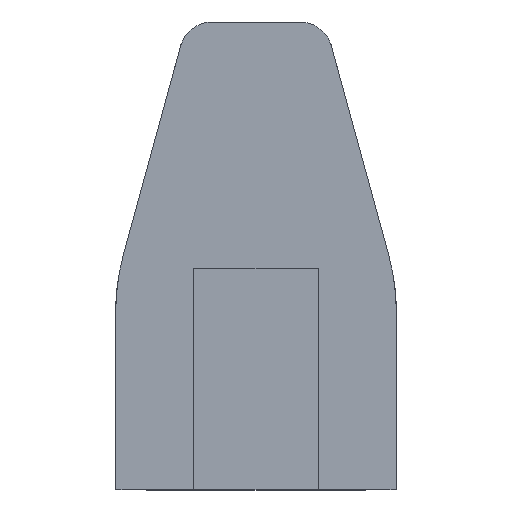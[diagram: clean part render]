
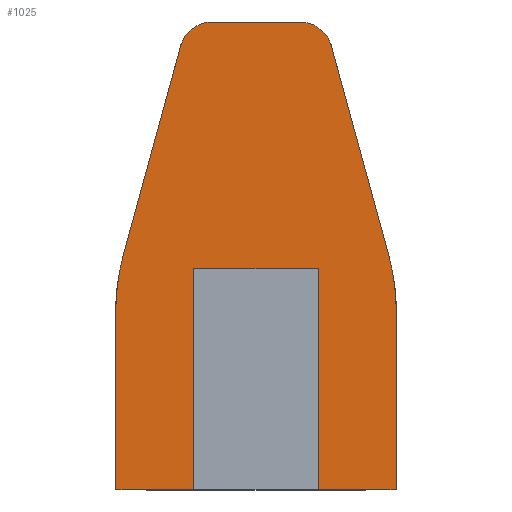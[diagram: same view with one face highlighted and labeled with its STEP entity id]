
A CAD part, top view. The second image highlights one B-rep face of the part: STEP entity #1025.
In plain terms, the highlighted planar face has unit normal (0, 0, 1).
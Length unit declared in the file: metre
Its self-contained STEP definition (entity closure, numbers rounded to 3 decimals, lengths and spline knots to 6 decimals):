
#57=B_SPLINE_CURVE_WITH_KNOTS('',3,(#1664,#1665,#1666,#1667,#1668),
 .UNSPECIFIED.,.F.,.F.,(4,1,4),(0.,0.007222,0.014443),
 .UNSPECIFIED.);
#58=B_SPLINE_CURVE_WITH_KNOTS('',3,(#1683,#1684,#1685,#1686,#1687,#1688),
 .UNSPECIFIED.,.F.,.F.,(4,1,1,4),(0.,0.00361,0.00722,
0.014439),.UNSPECIFIED.);
#91=LINE('',#1583,#170);
#99=LINE('',#1599,#178);
#103=LINE('',#1607,#182);
#106=LINE('',#1613,#185);
#116=LINE('',#1638,#195);
#122=LINE('',#1650,#201);
#126=LINE('',#1659,#205);
#127=LINE('',#1661,#206);
#128=LINE('',#1672,#207);
#129=LINE('',#1679,#208);
#170=VECTOR('',#1241,1.);
#178=VECTOR('',#1249,1.);
#182=VECTOR('',#1255,1.);
#185=VECTOR('',#1260,1.);
#195=VECTOR('',#1278,1.);
#201=VECTOR('',#1286,1.);
#205=VECTOR('',#1292,1.);
#206=VECTOR('',#1295,1.);
#207=VECTOR('',#1298,1.);
#208=VECTOR('',#1307,1.);
#295=ORIENTED_EDGE('',*,*,#609,.T.);
#296=ORIENTED_EDGE('',*,*,#610,.T.);
#297=ORIENTED_EDGE('',*,*,#611,.T.);
#298=ORIENTED_EDGE('',*,*,#612,.T.);
#299=ORIENTED_EDGE('',*,*,#613,.T.);
#300=ORIENTED_EDGE('',*,*,#608,.T.);
#301=ORIENTED_EDGE('',*,*,#614,.T.);
#302=ORIENTED_EDGE('',*,*,#579,.F.);
#303=ORIENTED_EDGE('',*,*,#583,.T.);
#304=ORIENTED_EDGE('',*,*,#598,.F.);
#305=ORIENTED_EDGE('',*,*,#586,.F.);
#306=ORIENTED_EDGE('',*,*,#571,.F.);
#307=ORIENTED_EDGE('',*,*,#615,.T.);
#308=ORIENTED_EDGE('',*,*,#604,.F.);
#309=ORIENTED_EDGE('',*,*,#616,.T.);
#310=ORIENTED_EDGE('',*,*,#617,.T.);
#311=ORIENTED_EDGE('',*,*,#618,.T.);
#312=ORIENTED_EDGE('',*,*,#619,.T.);
#571=EDGE_CURVE('',#730,#731,#91,.T.);
#579=EDGE_CURVE('',#738,#739,#99,.T.);
#583=EDGE_CURVE('',#738,#741,#103,.T.);
#586=EDGE_CURVE('',#731,#742,#106,.T.);
#598=EDGE_CURVE('',#742,#741,#116,.T.);
#604=EDGE_CURVE('',#759,#756,#122,.T.);
#608=EDGE_CURVE('',#760,#763,#126,.T.);
#609=EDGE_CURVE('',#764,#765,#127,.T.);
#610=EDGE_CURVE('',#765,#766,#57,.T.);
#611=EDGE_CURVE('',#766,#767,#822,.T.);
#612=EDGE_CURVE('',#767,#768,#128,.F.);
#613=EDGE_CURVE('',#768,#760,#823,.T.);
#614=EDGE_CURVE('',#763,#739,#824,.T.);
#615=EDGE_CURVE('',#730,#756,#825,.T.);
#616=EDGE_CURVE('',#759,#769,#826,.T.);
#617=EDGE_CURVE('',#769,#770,#129,.T.);
#618=EDGE_CURVE('',#770,#771,#827,.T.);
#619=EDGE_CURVE('',#771,#764,#58,.T.);
#730=VERTEX_POINT('',#1582);
#731=VERTEX_POINT('',#1584);
#738=VERTEX_POINT('',#1598);
#739=VERTEX_POINT('',#1600);
#741=VERTEX_POINT('',#1606);
#742=VERTEX_POINT('',#1610);
#756=VERTEX_POINT('',#1644);
#759=VERTEX_POINT('',#1649);
#760=VERTEX_POINT('',#1653);
#763=VERTEX_POINT('',#1658);
#764=VERTEX_POINT('',#1662);
#765=VERTEX_POINT('',#1663);
#766=VERTEX_POINT('',#1669);
#767=VERTEX_POINT('',#1671);
#768=VERTEX_POINT('',#1673);
#769=VERTEX_POINT('',#1678);
#770=VERTEX_POINT('',#1680);
#771=VERTEX_POINT('',#1682);
#822=CIRCLE('',#1110,0.012);
#823=CIRCLE('',#1111,0.08);
#824=CIRCLE('',#1112,0.0005);
#825=CIRCLE('',#1113,0.0005);
#826=CIRCLE('',#1114,0.08);
#827=CIRCLE('',#1115,0.012);
#875=EDGE_LOOP('',(#295,#296,#297,#298,#299,#300,#301,#302,#303,#304,#305,
#306,#307,#308,#309,#310,#311,#312));
#940=FACE_BOUND('',#875,.T.);
#1005=PLANE('',#1109);
#1025=ADVANCED_FACE('',(#940),#1005,.T.);
#1109=AXIS2_PLACEMENT_3D('',#1660,#1293,#1294);
#1110=AXIS2_PLACEMENT_3D('',#1670,#1296,#1297);
#1111=AXIS2_PLACEMENT_3D('',#1674,#1299,#1300);
#1112=AXIS2_PLACEMENT_3D('',#1675,#1301,#1302);
#1113=AXIS2_PLACEMENT_3D('',#1676,#1303,#1304);
#1114=AXIS2_PLACEMENT_3D('',#1677,#1305,#1306);
#1115=AXIS2_PLACEMENT_3D('',#1681,#1308,#1309);
#1241=DIRECTION('',(-1.,0.,0.));
#1249=DIRECTION('',(-1.,0.,0.));
#1255=DIRECTION('',(0.,1.,0.));
#1260=DIRECTION('',(0.,1.,0.));
#1278=DIRECTION('',(-1.,0.,0.));
#1286=DIRECTION('',(0.,-1.,0.));
#1292=DIRECTION('',(0.,-1.,0.));
#1293=DIRECTION('',(0.,0.,1.));
#1294=DIRECTION('',(1.,0.,0.));
#1295=DIRECTION('',(-1.,0.,0.));
#1296=DIRECTION('',(0.,0.,1.));
#1297=DIRECTION('',(1.,0.,0.));
#1298=DIRECTION('',(0.264,0.965,0.));
#1299=DIRECTION('',(0.,0.,1.));
#1300=DIRECTION('',(1.,0.,0.));
#1301=DIRECTION('',(0.,0.,1.));
#1302=DIRECTION('',(1.,0.,0.));
#1303=DIRECTION('',(0.,0.,1.));
#1304=DIRECTION('',(1.,0.,0.));
#1305=DIRECTION('',(0.,0.,1.));
#1306=DIRECTION('',(1.,0.,0.));
#1307=DIRECTION('',(-0.264,0.965,0.));
#1308=DIRECTION('',(0.,0.,1.));
#1309=DIRECTION('',(1.,0.,0.));
#1582=CARTESIAN_POINT('',(0.0505,-0.085,0.004));
#1583=CARTESIAN_POINT('',(0.03685,-0.085,0.004));
#1584=CARTESIAN_POINT('',(0.0227,-0.085,0.004));
#1598=CARTESIAN_POINT('',(-0.0227,-0.085,0.004));
#1599=CARTESIAN_POINT('',(-0.03685,-0.085,0.004));
#1600=CARTESIAN_POINT('',(-0.0505,-0.085,0.004));
#1606=CARTESIAN_POINT('',(-0.0227,-0.0046,0.004));
#1607=CARTESIAN_POINT('',(-0.0227,-0.0448,0.004));
#1610=CARTESIAN_POINT('',(0.0227,-0.0046,0.004));
#1613=CARTESIAN_POINT('',(0.0227,-0.0448,0.004));
#1638=CARTESIAN_POINT('',(0.,-0.0046,0.004));
#1644=CARTESIAN_POINT('',(0.051,-0.0845,0.004));
#1649=CARTESIAN_POINT('',(0.051,-0.02075,0.004));
#1650=CARTESIAN_POINT('',(0.051,0.,0.004));
#1653=CARTESIAN_POINT('',(-0.051,-0.02075,0.004));
#1658=CARTESIAN_POINT('',(-0.051,-0.0845,0.004));
#1659=CARTESIAN_POINT('',(-0.051,0.,0.004));
#1660=CARTESIAN_POINT('',(0.,0.,0.004));
#1661=CARTESIAN_POINT('',(0.015843,0.084967,0.004));
#1662=CARTESIAN_POINT('',(0.015843,0.084967,0.004));
#1663=CARTESIAN_POINT('',(-0.015843,0.084967,0.004));
#1664=CARTESIAN_POINT('',(-0.015843,0.084967,0.004));
#1665=CARTESIAN_POINT('',(-0.018276,0.084967,0.004));
#1666=CARTESIAN_POINT('',(-0.023065,0.083473,0.004));
#1667=CARTESIAN_POINT('',(-0.026203,0.079527,0.004));
#1668=CARTESIAN_POINT('',(-0.027065,0.077251,0.004));
#1669=CARTESIAN_POINT('',(-0.027065,0.077251,0.004));
#1670=CARTESIAN_POINT('',(-0.015843,0.073,0.004));
#1671=CARTESIAN_POINT('',(-0.027417,0.076168,0.004));
#1672=CARTESIAN_POINT('',(-0.0449,0.012288,0.004));
#1673=CARTESIAN_POINT('',(-0.048162,0.000368,0.004));
#1674=CARTESIAN_POINT('',(0.029,-0.02075,0.004));
#1675=CARTESIAN_POINT('',(-0.0505,-0.0845,0.004));
#1676=CARTESIAN_POINT('',(0.0505,-0.0845,0.004));
#1677=CARTESIAN_POINT('',(-0.029,-0.02075,0.004));
#1678=CARTESIAN_POINT('',(0.048162,0.000368,0.004));
#1679=CARTESIAN_POINT('',(0.0449,0.012288,0.004));
#1680=CARTESIAN_POINT('',(0.027417,0.076168,0.004));
#1681=CARTESIAN_POINT('',(0.015843,0.073,0.004));
#1682=CARTESIAN_POINT('',(0.027065,0.077251,0.004));
#1683=CARTESIAN_POINT('',(0.027065,0.077251,0.004));
#1684=CARTESIAN_POINT('',(0.026634,0.078389,0.004));
#1685=CARTESIAN_POINT('',(0.025432,0.080505,0.004));
#1686=CARTESIAN_POINT('',(0.021876,0.08384,0.004));
#1687=CARTESIAN_POINT('',(0.018276,0.084967,0.004));
#1688=CARTESIAN_POINT('',(0.015843,0.084967,0.004));
